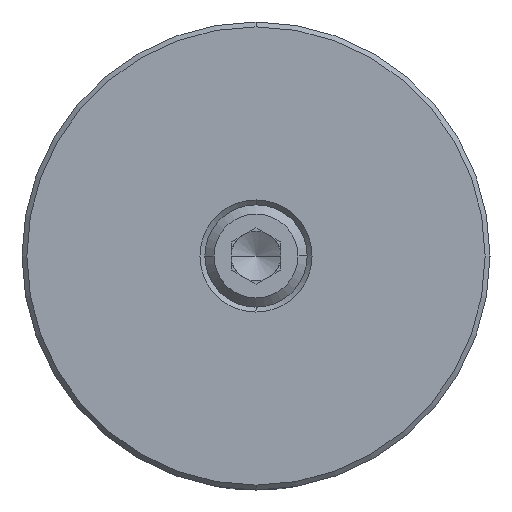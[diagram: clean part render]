
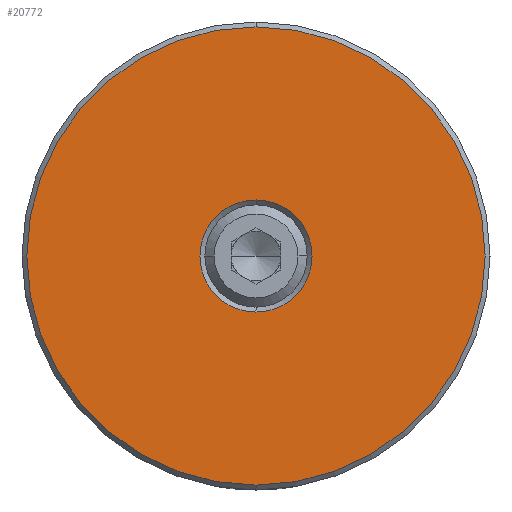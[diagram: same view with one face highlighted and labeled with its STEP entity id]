
A CAD part, left-side view. The second image highlights one B-rep face of the part: STEP entity #20772.
In plain terms, the highlighted planar face has unit normal (-1, 0, 0).
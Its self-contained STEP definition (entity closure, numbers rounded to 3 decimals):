
#4429 = CARTESIAN_POINT ( 'NONE',  ( -21.81, 0., 0. ) ) ;
#5946 = CARTESIAN_POINT ( 'NONE',  ( -21.81, 0., 0. ) ) ;
#5948 = DIRECTION ( 'NONE',  ( -1., 0., 0. ) ) ;
#5950 = DIRECTION ( 'NONE',  ( 0., 0., 1. ) ) ;
#6010 = CARTESIAN_POINT ( 'NONE',  ( -21.81, 0., 0. ) ) ;
#6011 = DIRECTION ( 'NONE',  ( 1., 0., 0. ) ) ;
#6012 = DIRECTION ( 'NONE',  ( 0., 0., 1. ) ) ;
#7035 = CIRCLE ( 'NONE', #8077, 4.6 ) ;
#7056 = CIRCLE ( 'NONE', #8075, 18.8 ) ;
#7566 = CARTESIAN_POINT ( 'NONE',  ( -21.81, 0., 18.8 ) ) ;
#7824 = CARTESIAN_POINT ( 'NONE',  ( -21.81, 0., -18.8 ) ) ;
#8075 = AXIS2_PLACEMENT_3D ( 'NONE', #5946, #5948, #5950 ) ;
#8077 = AXIS2_PLACEMENT_3D ( 'NONE', #6010, #6011, #6012 ) ;
#8224 = AXIS2_PLACEMENT_3D ( 'NONE', #21083, #21089, #21090 ) ;
#8415 = AXIS2_PLACEMENT_3D ( 'NONE', #4429, #16961, #16962 ) ;
#8419 = AXIS2_PLACEMENT_3D ( 'NONE', #17065, #17066, #17067 ) ;
#13373 = CARTESIAN_POINT ( 'NONE',  ( -21.81, 0., 4.6 ) ) ;
#13451 = CARTESIAN_POINT ( 'NONE',  ( -21.81, 0., -4.6 ) ) ;
#16961 = DIRECTION ( 'NONE',  ( 1., 0., 0. ) ) ;
#16962 = DIRECTION ( 'NONE',  ( 0., 0., 1. ) ) ;
#17065 = CARTESIAN_POINT ( 'NONE',  ( -21.81, 0., 0. ) ) ;
#17066 = DIRECTION ( 'NONE',  ( -1., 0., 0. ) ) ;
#17067 = DIRECTION ( 'NONE',  ( 0., 0., 1. ) ) ;
#17484 = ORIENTED_EDGE ( 'NONE', *, *, #20455, .T. ) ;
#17485 = ORIENTED_EDGE ( 'NONE', *, *, #23810, .T. ) ;
#17492 = ORIENTED_EDGE ( 'NONE', *, *, #23789, .T. ) ;
#17493 = ORIENTED_EDGE ( 'NONE', *, *, #20461, .T. ) ;
#17753 = EDGE_LOOP ( 'NONE', ( #17492, #17493 ) ) ;
#17915 = FACE_BOUND ( 'NONE', #17753, .T. ) ;
#17920 = FACE_OUTER_BOUND ( 'NONE', #19293, .T. ) ;
#18368 = CIRCLE ( 'NONE', #8415, 4.6 ) ;
#18387 = CIRCLE ( 'NONE', #8419, 18.8 ) ;
#18488 = VERTEX_POINT ( 'NONE', #7566 ) ;
#19293 = EDGE_LOOP ( 'NONE', ( #17484, #17485 ) ) ;
#19728 = VERTEX_POINT ( 'NONE', #7824 ) ;
#20135 = VERTEX_POINT ( 'NONE', #13373 ) ;
#20172 = VERTEX_POINT ( 'NONE', #13451 ) ;
#20455 = EDGE_CURVE ( 'NONE', #18488, #19728, #7056, .T. ) ;
#20461 = EDGE_CURVE ( 'NONE', #20135, #20172, #7035, .T. ) ;
#20772 = ADVANCED_FACE ( 'NONE', ( #17915, #17920 ), #21084, .F. ) ;
#21083 = CARTESIAN_POINT ( 'NONE',  ( -21.81, 0., 0. ) ) ;
#21084 = PLANE ( 'NONE',  #8224 ) ;
#21089 = DIRECTION ( 'NONE',  ( 1., 0., 0. ) ) ;
#21090 = DIRECTION ( 'NONE',  ( 0., 0., 1. ) ) ;
#23789 = EDGE_CURVE ( 'NONE', #20172, #20135, #18368, .T. ) ;
#23810 = EDGE_CURVE ( 'NONE', #19728, #18488, #18387, .T. ) ;
